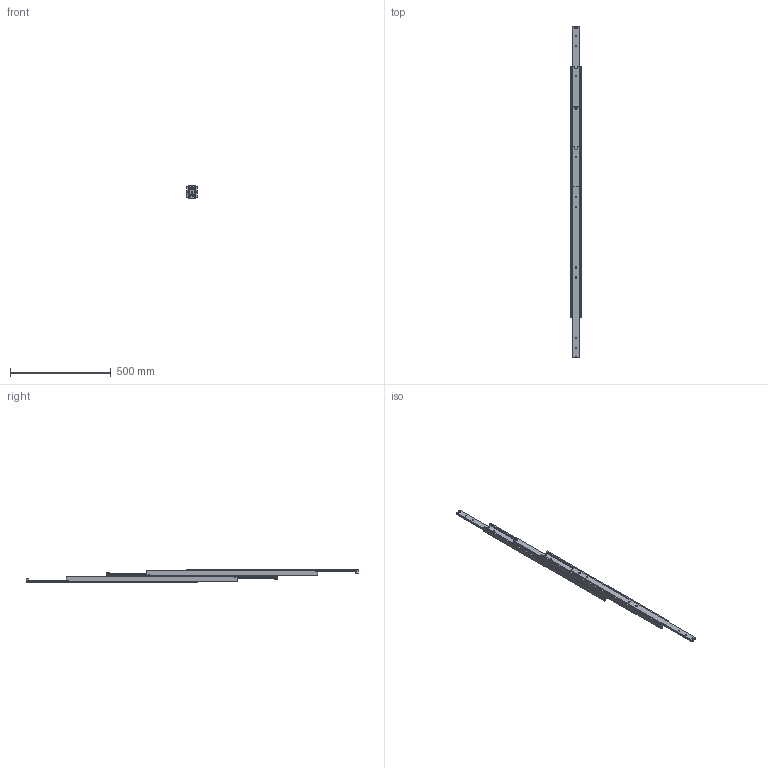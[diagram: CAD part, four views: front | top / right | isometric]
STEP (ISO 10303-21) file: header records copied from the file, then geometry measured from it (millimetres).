
FILE_DESCRIPTION((''),'2;1');
FILE_NAME('DDTS-50 850.stp','2021-04-15T14:23:01',(''),(''),'Mechanical Desktop 2006','Mechanical Desktop 2006',', , ');
FILE_SCHEMA(('CONFIG_CONTROL_DESIGN'));
Length unit declared in the file: millimetre
Products named in the file (4): DDTS-50 B; INNER BEAM; MITTLE BEAM; OUTER BEAM
Assembly tree (5 placements, depth 2):
  DDTS-50 B
    INNER BEAM  x2
    MITTLE BEAM
    OUTER BEAM  x2
Bounding box: 50 x 1650 x 60 mm (x, y, z)
Volume: 1837183 mm3; surface area: 565659.8 mm2
Topology: 5 solids, 36 shells, 574 faces, 1522 edges, 956 vertices
Faces by surface type: cylinder 194, plane 132, cone 128, torus 112, bspline 8
Entity records: 13358 total; most frequent: CARTESIAN_POINT 3074, DIRECTION 2335, ORIENTED_EDGE 2070, EDGE_CURVE 1035, AXIS2_PLACEMENT_3D 969, VERTEX_POINT 646, CIRCLE 562, EDGE_LOOP 423
